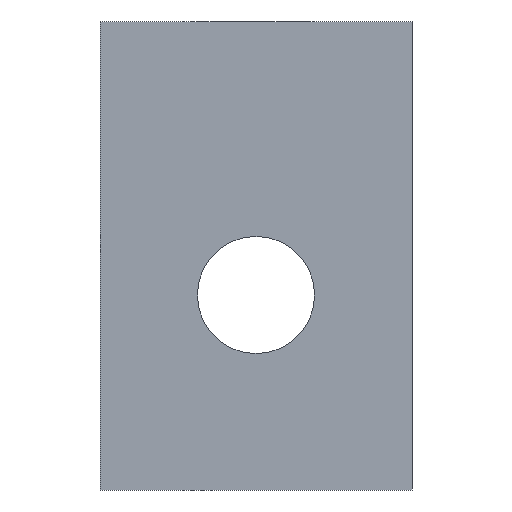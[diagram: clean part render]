
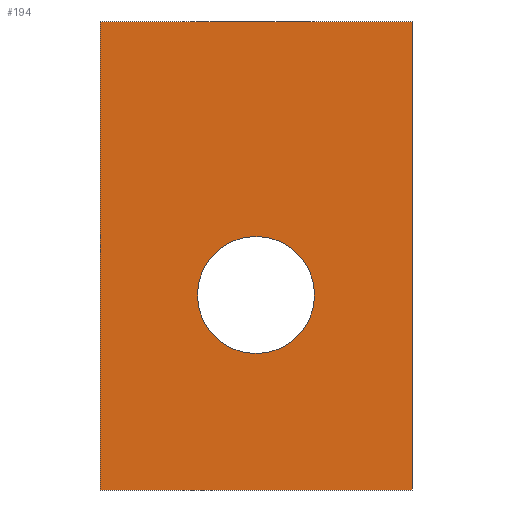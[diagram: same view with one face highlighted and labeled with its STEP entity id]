
A CAD part, front view. The second image highlights one B-rep face of the part: STEP entity #194.
In plain terms, the highlighted planar face has unit normal (0, -1, 0).
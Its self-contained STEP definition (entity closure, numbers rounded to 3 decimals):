
#18=FACE_BOUND('',#50,.T.);
#26=PLANE('',#222);
#36=FACE_OUTER_BOUND('',#49,.T.);
#49=EDGE_LOOP('',(#178,#179,#180,#181));
#50=EDGE_LOOP('',(#182));
#63=LINE('',#310,#83);
#66=LINE('',#315,#86);
#68=LINE('',#319,#88);
#70=LINE('',#322,#90);
#83=VECTOR('',#257,10.);
#86=VECTOR('',#262,10.);
#88=VECTOR('',#266,10.);
#90=VECTOR('',#270,10.);
#94=CIRCLE('',#217,1.5);
#106=VERTEX_POINT('',#304);
#107=VERTEX_POINT('',#308);
#108=VERTEX_POINT('',#309);
#109=VERTEX_POINT('',#314);
#110=VERTEX_POINT('',#318);
#126=EDGE_CURVE('',#106,#106,#94,.T.);
#127=EDGE_CURVE('',#107,#108,#63,.T.);
#130=EDGE_CURVE('',#108,#109,#66,.T.);
#132=EDGE_CURVE('',#110,#109,#68,.T.);
#134=EDGE_CURVE('',#107,#110,#70,.T.);
#178=ORIENTED_EDGE('',*,*,#134,.F.);
#179=ORIENTED_EDGE('',*,*,#127,.T.);
#180=ORIENTED_EDGE('',*,*,#130,.T.);
#181=ORIENTED_EDGE('',*,*,#132,.F.);
#182=ORIENTED_EDGE('',*,*,#126,.T.);
#194=ADVANCED_FACE('',(#36,#18),#26,.F.);
#217=AXIS2_PLACEMENT_3D('',#306,#253,#254);
#222=AXIS2_PLACEMENT_3D('',#323,#271,#272);
#253=DIRECTION('center_axis',(0.,1.,0.));
#254=DIRECTION('ref_axis',(-1.,0.,0.));
#257=DIRECTION('',(1.,0.,0.));
#262=DIRECTION('',(0.,0.,1.));
#266=DIRECTION('',(1.,0.,0.));
#270=DIRECTION('',(0.,0.,1.));
#271=DIRECTION('center_axis',(0.,1.,0.));
#272=DIRECTION('ref_axis',(1.,0.,0.));
#304=CARTESIAN_POINT('',(5.5,0.,5.));
#306=CARTESIAN_POINT('Origin',(4.,0.,5.));
#308=CARTESIAN_POINT('',(0.,0.,0.));
#309=CARTESIAN_POINT('',(8.,0.,0.));
#310=CARTESIAN_POINT('',(0.,0.,0.));
#314=CARTESIAN_POINT('',(8.,0.,12.));
#315=CARTESIAN_POINT('',(8.,0.,0.));
#318=CARTESIAN_POINT('',(0.,0.,12.));
#319=CARTESIAN_POINT('',(0.,0.,12.));
#322=CARTESIAN_POINT('',(0.,0.,0.));
#323=CARTESIAN_POINT('Origin',(4.,0.,6.));
